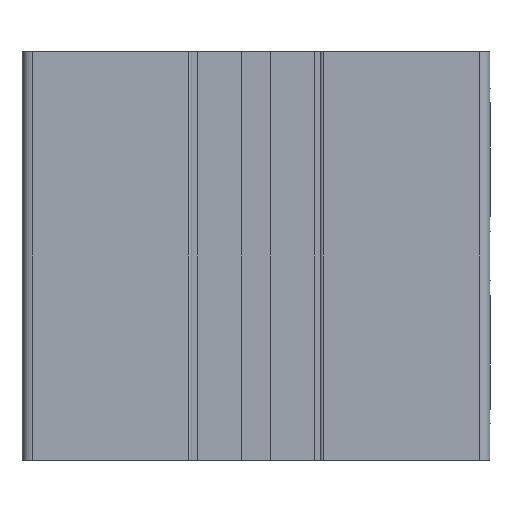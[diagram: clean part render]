
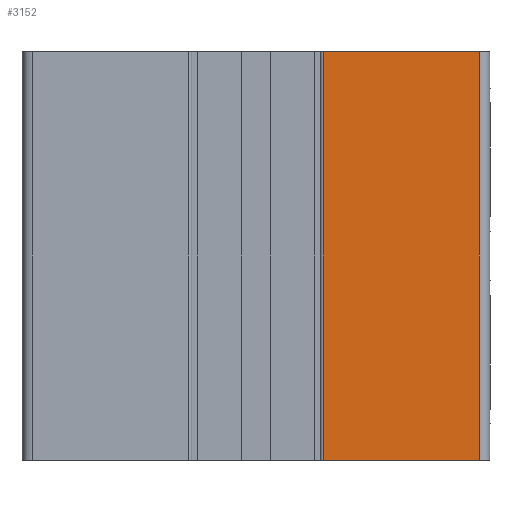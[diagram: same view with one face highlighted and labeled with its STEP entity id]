
A CAD part, front view. The second image highlights one B-rep face of the part: STEP entity #3152.
In plain terms, the highlighted planar face has unit normal (0, -1, 0).
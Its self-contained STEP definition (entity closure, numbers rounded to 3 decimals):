
#2116=CARTESIAN_POINT('',(23.,0.0,70.0));
#2117=VERTEX_POINT('',#2116);
#2125=CARTESIAN_POINT('',(76.5,0.0,70.0));
#2126=VERTEX_POINT('',#2125);
#2127=CARTESIAN_POINT('',(76.5,0.0,70.0));
#2128=DIRECTION('',(-1.0,0.0,0.0));
#2129=VECTOR('',#2128,53.5);
#2130=LINE('',#2127,#2129);
#2131=EDGE_CURVE('',#2126,#2117,#2130,.T.);
#2367=CARTESIAN_POINT('',(76.5,0.0,-70.0));
#2368=VERTEX_POINT('',#2367);
#2376=CARTESIAN_POINT('',(23.,0.0,-70.0));
#2377=VERTEX_POINT('',#2376);
#2378=CARTESIAN_POINT('',(23.,0.0,-70.0));
#2379=DIRECTION('',(1.0,0.0,0.0));
#2380=VECTOR('',#2379,53.5);
#2381=LINE('',#2378,#2380);
#2382=EDGE_CURVE('',#2377,#2368,#2381,.T.);
#3120=CARTESIAN_POINT('',(76.5,0.0,70.0));
#3121=DIRECTION('',(0.0,0.0,-1.0));
#3122=VECTOR('',#3121,140.0);
#3123=LINE('',#3120,#3122);
#3124=EDGE_CURVE('',#2126,#2368,#3123,.T.);
#3136=CARTESIAN_POINT('',(80.,0.0,0.0));
#3137=DIRECTION('',(0.0,-1.0,0.0));
#3138=DIRECTION('',(0.0,0.0,-1.0));
#3139=AXIS2_PLACEMENT_3D('',#3136,#3137,#3138);
#3140=PLANE('',#3139);
#3141=ORIENTED_EDGE('',*,*,#3124,.F.);
#3142=ORIENTED_EDGE('',*,*,#2131,.T.);
#3143=CARTESIAN_POINT('',(23.,0.0,-70.0));
#3144=DIRECTION('',(0.0,0.0,1.0));
#3145=VECTOR('',#3144,140.0);
#3146=LINE('',#3143,#3145);
#3147=EDGE_CURVE('',#2377,#2117,#3146,.T.);
#3148=ORIENTED_EDGE('',*,*,#3147,.F.);
#3149=ORIENTED_EDGE('',*,*,#2382,.T.);
#3150=EDGE_LOOP('',(#3141,#3142,#3148,#3149));
#3151=FACE_OUTER_BOUND('',#3150,.T.);
#3152=ADVANCED_FACE('',(#3151),#3140,.T.);
